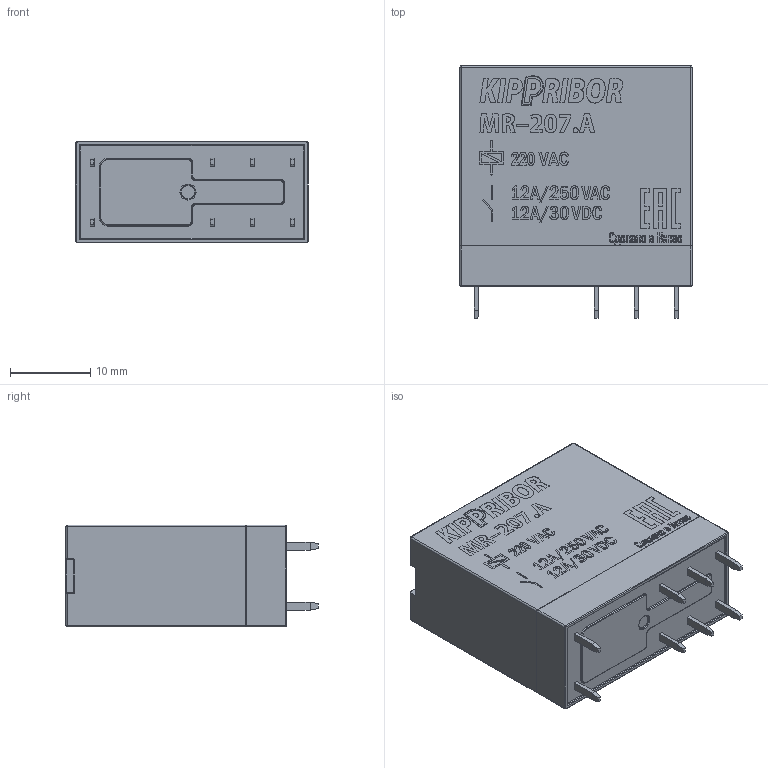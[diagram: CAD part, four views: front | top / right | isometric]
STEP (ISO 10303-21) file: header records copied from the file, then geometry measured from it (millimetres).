
FILE_DESCRIPTION(/* description */ (''),/* implementation_level */ '2;1');
FILE_NAME(/* name */ 'MR-207.A.stp',/* time_stamp */ '2025-07-31T19:47:31+07:00',/* author */ ('Admin'),/* organization */ (''),/* preprocessor_version */ 'ST-DEVELOPER v18.1',/* originating_system */ 'Autodesk Inventor 2021',/* authorisation */ '');
FILE_SCHEMA (('AUTOMOTIVE_DESIGN { 1 0 10303 214 3 1 1 }'));
Length unit declared in the file: millimetre
Products named in the file (1): MR-207.A
Bounding box: 29 x 31.5 x 12.71 mm (x, y, z)
Volume: 10096.3 mm3; surface area: 3145.2 mm2
Topology: 1 solids, 1 shells, 1047 faces, 2729 edges, 1789 vertices
Faces by surface type: plane 614, bspline 349, cylinder 54, torus 24, sphere 6
Entity records: 36073 total; most frequent: CARTESIAN_POINT 11330, ORIENTED_EDGE 5458, DIRECTION 3904, EDGE_CURVE 2729, LINE 1900, VECTOR 1900, VERTEX_POINT 1789, EDGE_LOOP 1152
